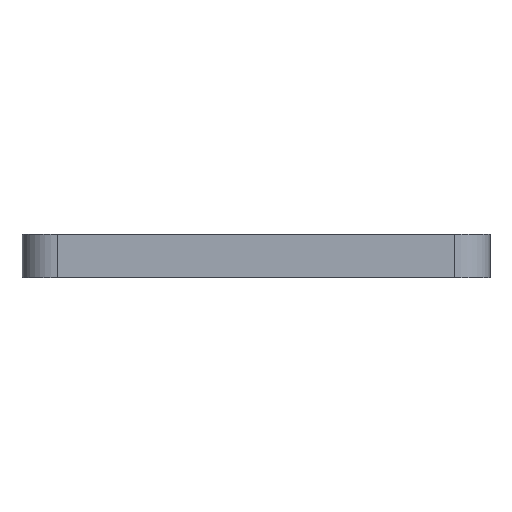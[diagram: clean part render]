
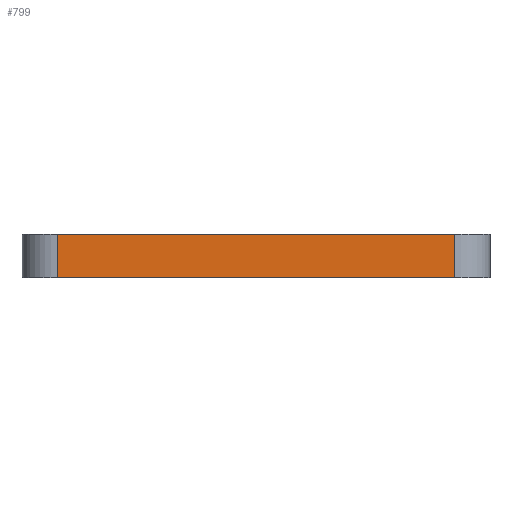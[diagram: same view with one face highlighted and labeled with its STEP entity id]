
A CAD part, left-side view. The second image highlights one B-rep face of the part: STEP entity #799.
In plain terms, the highlighted planar face has unit normal (-1, 0, 0).
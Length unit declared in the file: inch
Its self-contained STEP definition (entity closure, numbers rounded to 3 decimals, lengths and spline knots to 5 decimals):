
#5 = ORIENTED_EDGE ( 'NONE', *, *, #100, .T. ) ;
#15 = VERTEX_POINT ( 'NONE', #726 ) ;
#44 = EDGE_CURVE ( 'NONE', #538, #679, #636, .T. ) ;
#66 = DIRECTION ( 'NONE',  ( 0., -1., 0. ) ) ;
#100 = EDGE_CURVE ( 'NONE', #15, #538, #831, .T. ) ;
#172 = LINE ( 'NONE', #828, #578 ) ;
#238 = DIRECTION ( 'NONE',  ( 0., -1., 0. ) ) ;
#240 = DIRECTION ( 'NONE',  ( 0., 0., -1. ) ) ;
#287 = AXIS2_PLACEMENT_3D ( 'NONE', #694, #341, #1043 ) ;
#308 = VECTOR ( 'NONE', #1049, 39.37008 ) ;
#339 = ORIENTED_EDGE ( 'NONE', *, *, #44, .T. ) ;
#341 = DIRECTION ( 'NONE',  ( 1., 0., 0. ) ) ;
#345 = VECTOR ( 'NONE', #238, 39.37008 ) ;
#358 = PLANE ( 'NONE',  #287 ) ;
#388 = CARTESIAN_POINT ( 'NONE',  ( -3.17126, -1.77953, 0.19685 ) ) ;
#407 = LINE ( 'NONE', #825, #674 ) ;
#435 = EDGE_CURVE ( 'NONE', #621, #15, #407, .T. ) ;
#538 = VERTEX_POINT ( 'NONE', #830 ) ;
#578 = VECTOR ( 'NONE', #66, 39.37008 ) ;
#596 = CARTESIAN_POINT ( 'NONE',  ( -3.17126, -1.77953, 0.19685 ) ) ;
#619 = EDGE_LOOP ( 'NONE', ( #5, #339, #672, #687 ) ) ;
#621 = VERTEX_POINT ( 'NONE', #922 ) ;
#636 = LINE ( 'NONE', #388, #308 ) ;
#672 = ORIENTED_EDGE ( 'NONE', *, *, #690, .F. ) ;
#674 = VECTOR ( 'NONE', #240, 39.37008 ) ;
#679 = VERTEX_POINT ( 'NONE', #596 ) ;
#687 = ORIENTED_EDGE ( 'NONE', *, *, #435, .T. ) ;
#690 = EDGE_CURVE ( 'NONE', #621, #679, #172, .T. ) ;
#694 = CARTESIAN_POINT ( 'NONE',  ( -3.17126, -2.09449, 0.19685 ) ) ;
#726 = CARTESIAN_POINT ( 'NONE',  ( -3.17126, 1.77953, -0.19685 ) ) ;
#739 = CARTESIAN_POINT ( 'NONE',  ( -3.17126, -2.09449, -0.19685 ) ) ;
#799 = ADVANCED_FACE ( 'NONE', ( #1036 ), #358, .F. ) ;
#825 = CARTESIAN_POINT ( 'NONE',  ( -3.17126, 1.77953, 0.19685 ) ) ;
#828 = CARTESIAN_POINT ( 'NONE',  ( -3.17126, -2.09449, 0.19685 ) ) ;
#830 = CARTESIAN_POINT ( 'NONE',  ( -3.17126, -1.77953, -0.19685 ) ) ;
#831 = LINE ( 'NONE', #739, #345 ) ;
#922 = CARTESIAN_POINT ( 'NONE',  ( -3.17126, 1.77953, 0.19685 ) ) ;
#1036 = FACE_OUTER_BOUND ( 'NONE', #619, .T. ) ;
#1043 = DIRECTION ( 'NONE',  ( 0., 0., -1. ) ) ;
#1049 = DIRECTION ( 'NONE',  ( 0., 0., 1. ) ) ;
